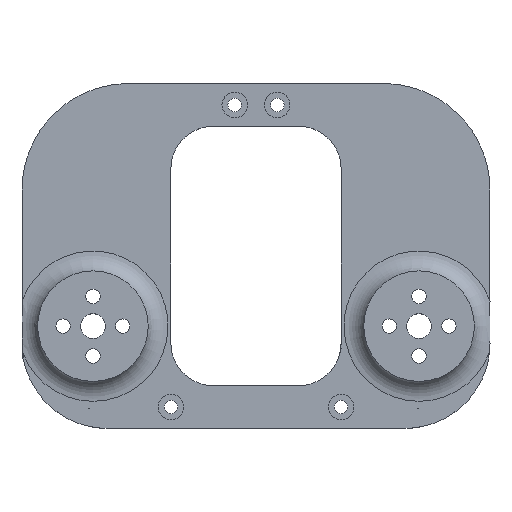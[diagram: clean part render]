
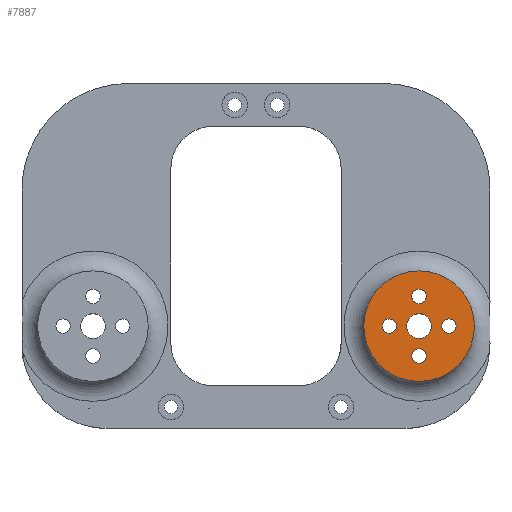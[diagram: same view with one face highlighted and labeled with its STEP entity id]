
A CAD part, top view. The second image highlights one B-rep face of the part: STEP entity #7887.
In plain terms, the highlighted planar face has unit normal (0, 0, 1).
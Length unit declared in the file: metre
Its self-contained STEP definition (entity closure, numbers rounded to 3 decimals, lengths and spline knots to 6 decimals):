
#78=CIRCLE('',#8096,0.0029);
#90=CIRCLE('',#8114,0.0017);
#92=CIRCLE('',#8117,0.0017);
#94=CIRCLE('',#8120,0.0017);
#96=CIRCLE('',#8123,0.0017);
#99=CIRCLE('',#8346,0.013);
#1561=ORIENTED_EDGE('',*,*,#2893,.F.);
#1562=ORIENTED_EDGE('',*,*,#2895,.F.);
#1563=ORIENTED_EDGE('',*,*,#2899,.F.);
#1564=ORIENTED_EDGE('',*,*,#2897,.F.);
#1565=ORIENTED_EDGE('',*,*,#2881,.F.);
#1566=ORIENTED_EDGE('',*,*,#3225,.T.);
#2881=EDGE_CURVE('',#4003,#4003,#78,.T.);
#2893=EDGE_CURVE('',#4015,#4015,#90,.T.);
#2895=EDGE_CURVE('',#4017,#4017,#92,.T.);
#2897=EDGE_CURVE('',#4019,#4019,#94,.T.);
#2899=EDGE_CURVE('',#4021,#4021,#96,.T.);
#3225=EDGE_CURVE('',#4155,#4155,#99,.T.);
#4003=VERTEX_POINT('',#11531);
#4015=VERTEX_POINT('',#11561);
#4017=VERTEX_POINT('',#11566);
#4019=VERTEX_POINT('',#11571);
#4021=VERTEX_POINT('',#11576);
#4155=VERTEX_POINT('',#12251);
#6661=EDGE_LOOP('',(#1561));
#6662=EDGE_LOOP('',(#1562));
#6663=EDGE_LOOP('',(#1563));
#6664=EDGE_LOOP('',(#1564));
#6665=EDGE_LOOP('',(#1565));
#6666=EDGE_LOOP('',(#1566));
#7107=FACE_BOUND('',#6661,.T.);
#7108=FACE_BOUND('',#6662,.T.);
#7109=FACE_BOUND('',#6663,.T.);
#7110=FACE_BOUND('',#6664,.T.);
#7111=FACE_BOUND('',#6665,.T.);
#7112=FACE_BOUND('',#6666,.T.);
#7495=PLANE('',#8345);
#7887=ADVANCED_FACE('',(#7107,#7108,#7109,#7110,#7111,#7112),#7495,.T.);
#8096=AXIS2_PLACEMENT_3D('',#11530,#9066,#9067);
#8114=AXIS2_PLACEMENT_3D('',#11560,#9102,#9103);
#8117=AXIS2_PLACEMENT_3D('',#11565,#9108,#9109);
#8120=AXIS2_PLACEMENT_3D('',#11570,#9114,#9115);
#8123=AXIS2_PLACEMENT_3D('',#11575,#9120,#9121);
#8345=AXIS2_PLACEMENT_3D('',#12249,#9866,#9867);
#8346=AXIS2_PLACEMENT_3D('',#12250,#9868,#9869);
#9066=DIRECTION('',(0.,0.,1.));
#9067=DIRECTION('',(0.,-1.,0.));
#9102=DIRECTION('',(0.,0.,1.));
#9103=DIRECTION('',(0.,-1.,0.));
#9108=DIRECTION('',(0.,0.,1.));
#9109=DIRECTION('',(0.,-1.,0.));
#9114=DIRECTION('',(0.,0.,1.));
#9115=DIRECTION('',(0.,-1.,0.));
#9120=DIRECTION('',(0.,0.,1.));
#9121=DIRECTION('',(0.,-1.,0.));
#9866=DIRECTION('',(0.,0.,1.));
#9867=DIRECTION('',(1.,0.,0.));
#9868=DIRECTION('',(0.,0.,1.));
#9869=DIRECTION('',(0.,-1.,0.));
#11530=CARTESIAN_POINT('',(0.038329,-0.017835,0.0082));
#11531=CARTESIAN_POINT('',(0.038329,-0.020735,0.0082));
#11560=CARTESIAN_POINT('',(0.038329,-0.024835,0.0082));
#11561=CARTESIAN_POINT('',(0.038329,-0.026535,0.0082));
#11565=CARTESIAN_POINT('',(0.045329,-0.017835,0.0082));
#11566=CARTESIAN_POINT('',(0.045329,-0.019535,0.0082));
#11570=CARTESIAN_POINT('',(0.031329,-0.017835,0.0082));
#11571=CARTESIAN_POINT('',(0.031329,-0.019535,0.0082));
#11575=CARTESIAN_POINT('',(0.038329,-0.010835,0.0082));
#11576=CARTESIAN_POINT('',(0.038329,-0.012535,0.0082));
#12249=CARTESIAN_POINT('',(0.000001,-0.008837,0.0082));
#12250=CARTESIAN_POINT('',(0.038329,-0.017835,0.0082));
#12251=CARTESIAN_POINT('',(0.038329,-0.030835,0.0082));
